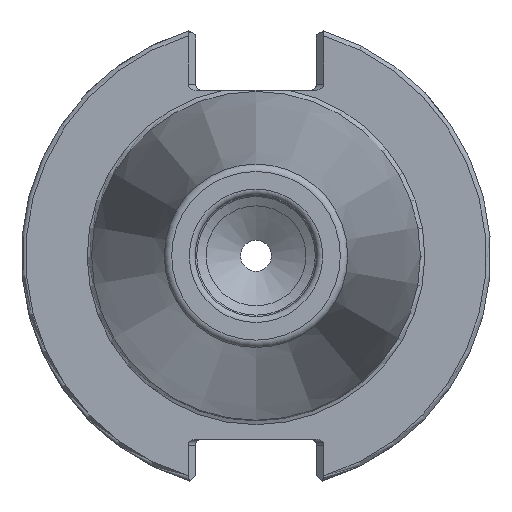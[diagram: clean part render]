
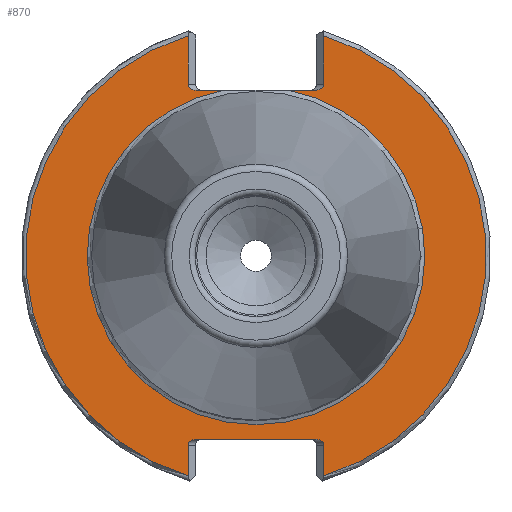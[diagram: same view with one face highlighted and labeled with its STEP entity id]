
A CAD part, left-side view. The second image highlights one B-rep face of the part: STEP entity #870.
In plain terms, the highlighted planar face has unit normal (-1, 0, 0).
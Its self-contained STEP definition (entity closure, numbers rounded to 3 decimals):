
#44 = DIRECTION ( 'NONE',  ( 0., 0., -1. ) ) ;
#137 = VERTEX_POINT ( 'NONE', #1912 ) ;
#142 = EDGE_LOOP ( 'NONE', ( #1319, #2474, #2254, #1413, #999, #174, #3483, #228, #272, #268, #2024, #488, #3693, #2864 ) ) ;
#161 = DIRECTION ( 'NONE',  ( 1., 0., 0. ) ) ;
#174 = ORIENTED_EDGE ( 'NONE', *, *, #1110, .T. ) ;
#221 = AXIS2_PLACEMENT_3D ( 'NONE', #2834, #1018, #2515 ) ;
#223 = DIRECTION ( 'NONE',  ( -1., 0., 0. ) ) ;
#228 = ORIENTED_EDGE ( 'NONE', *, *, #1650, .T. ) ;
#263 = LINE ( 'NONE', #3364, #3349 ) ;
#268 = ORIENTED_EDGE ( 'NONE', *, *, #1019, .F. ) ;
#272 = ORIENTED_EDGE ( 'NONE', *, *, #867, .T. ) ;
#273 = VECTOR ( 'NONE', #756, 1000. ) ;
#297 = VERTEX_POINT ( 'NONE', #3845 ) ;
#326 = EDGE_CURVE ( 'NONE', #3139, #3356, #1546, .T. ) ;
#343 = CARTESIAN_POINT ( 'NONE',  ( 3.175, 9.18, 0. ) ) ;
#419 = CARTESIAN_POINT ( 'NONE',  ( 3.175, -8.049, 22.4 ) ) ;
#457 = CIRCLE ( 'NONE', #221, 31.15 ) ;
#468 = DIRECTION ( 'NONE',  ( 0., 1., 0. ) ) ;
#472 = DIRECTION ( 'NONE',  ( 0., -1., 0. ) ) ;
#488 = ORIENTED_EDGE ( 'NONE', *, *, #3815, .T. ) ;
#576 = EDGE_CURVE ( 'NONE', #899, #3133, #1108, .T. ) ;
#591 = CARTESIAN_POINT ( 'NONE',  ( 3.175, -9.18, -25.6 ) ) ;
#666 = CARTESIAN_POINT ( 'NONE',  ( 3.175, 0., 0. ) ) ;
#679 = VERTEX_POINT ( 'NONE', #1322 ) ;
#698 =( BOUNDED_CURVE ( )  B_SPLINE_CURVE ( 3, ( #714, #3466, #1888, #3717 ),
 .UNSPECIFIED., .F., .F. ) 
 B_SPLINE_CURVE_WITH_KNOTS ( ( 4, 4 ),
 ( 3.142, 4.712 ),
 .UNSPECIFIED. ) 
 CURVE ( )  GEOMETRIC_REPRESENTATION_ITEM ( )  RATIONAL_B_SPLINE_CURVE ( ( 1., 0.805, 0.805, 1. ) ) 
 REPRESENTATION_ITEM ( '' )  );
#714 = CARTESIAN_POINT ( 'NONE',  ( 3.175, -9.18, 23.2 ) ) ;
#756 = DIRECTION ( 'NONE',  ( 0., 1., 0. ) ) ;
#764 = CARTESIAN_POINT ( 'NONE',  ( 3.175, 22.825, 22.4 ) ) ;
#777 = CARTESIAN_POINT ( 'NONE',  ( 3.175, 9.18, 29.767 ) ) ;
#817 = VECTOR ( 'NONE', #925, 1000. ) ;
#867 = EDGE_CURVE ( 'NONE', #1095, #3261, #1815, .T. ) ;
#870 = ADVANCED_FACE ( 'NONE', ( #3552 ), #2603, .F. ) ;
#880 = EDGE_CURVE ( 'NONE', #679, #2678, #1149, .T. ) ;
#896 = LINE ( 'NONE', #3048, #817 ) ;
#899 = VERTEX_POINT ( 'NONE', #3491 ) ;
#925 = DIRECTION ( 'NONE',  ( 0., 0., 1. ) ) ;
#945 = CIRCLE ( 'NONE', #1670, 22.825 ) ;
#955 = CARTESIAN_POINT ( 'NONE',  ( 3.175, 8.049, -24.8 ) ) ;
#986 = EDGE_CURVE ( 'NONE', #2753, #297, #1482, .T. ) ;
#999 = ORIENTED_EDGE ( 'NONE', *, *, #880, .F. ) ;
#1006 = VECTOR ( 'NONE', #468, 1000. ) ;
#1013 = VERTEX_POINT ( 'NONE', #1128 ) ;
#1018 = DIRECTION ( 'NONE',  ( -1., 0., 0. ) ) ;
#1019 = EDGE_CURVE ( 'NONE', #899, #3261, #945, .T. ) ;
#1034 = CARTESIAN_POINT ( 'NONE',  ( 3.175, 22.825, 0. ) ) ;
#1095 = VERTEX_POINT ( 'NONE', #419 ) ;
#1108 = LINE ( 'NONE', #2268, #273 ) ;
#1110 = EDGE_CURVE ( 'NONE', #679, #137, #457, .T. ) ;
#1128 = CARTESIAN_POINT ( 'NONE',  ( 3.175, -9.18, 23.2 ) ) ;
#1149 = LINE ( 'NONE', #3855, #3401 ) ;
#1216 = EDGE_CURVE ( 'NONE', #2753, #2763, #2537, .T. ) ;
#1244 = EDGE_CURVE ( 'NONE', #297, #2186, #896, .T. ) ;
#1313 = EDGE_CURVE ( 'NONE', #1013, #137, #263, .T. ) ;
#1316 = CARTESIAN_POINT ( 'NONE',  ( 3.175, 9.18, 22.731 ) ) ;
#1319 = ORIENTED_EDGE ( 'NONE', *, *, #1244, .T. ) ;
#1322 = CARTESIAN_POINT ( 'NONE',  ( 3.175, -9.18, -29.767 ) ) ;
#1333 = CARTESIAN_POINT ( 'NONE',  ( 3.175, 8.711, 22.4 ) ) ;
#1413 = ORIENTED_EDGE ( 'NONE', *, *, #2687, .T. ) ;
#1482 = CIRCLE ( 'NONE', #3132, 31.15 ) ;
#1546 = LINE ( 'NONE', #3533, #3081 ) ;
#1650 = EDGE_CURVE ( 'NONE', #1013, #1095, #698, .T. ) ;
#1664 = CARTESIAN_POINT ( 'NONE',  ( 3.175, 9.18, 23.2 ) ) ;
#1670 = AXIS2_PLACEMENT_3D ( 'NONE', #666, #2801, #3116 ) ;
#1815 = LINE ( 'NONE', #764, #1006 ) ;
#1888 = CARTESIAN_POINT ( 'NONE',  ( 3.175, -8.711, 22.4 ) ) ;
#1891 = CARTESIAN_POINT ( 'NONE',  ( 3.175, 8.049, 22.4 ) ) ;
#1912 = CARTESIAN_POINT ( 'NONE',  ( 3.175, -9.18, 29.767 ) ) ;
#1919 = DIRECTION ( 'NONE',  ( 0., 0., 1. ) ) ;
#1990 = DIRECTION ( 'NONE',  ( 0., 0., 1. ) ) ;
#2024 = ORIENTED_EDGE ( 'NONE', *, *, #576, .T. ) ;
#2186 = VERTEX_POINT ( 'NONE', #3593 ) ;
#2242 = CARTESIAN_POINT ( 'NONE',  ( 3.175, 9.18, -25.131 ) ) ;
#2254 = ORIENTED_EDGE ( 'NONE', *, *, #326, .T. ) ;
#2268 = CARTESIAN_POINT ( 'NONE',  ( 3.175, 22.825, 22.4 ) ) ;
#2364 = DIRECTION ( 'NONE',  ( 0., 0., 1. ) ) ;
#2474 = ORIENTED_EDGE ( 'NONE', *, *, #2940, .T. ) ;
#2515 = DIRECTION ( 'NONE',  ( 0., 0., 1. ) ) ;
#2537 = LINE ( 'NONE', #343, #3207 ) ;
#2603 = PLANE ( 'NONE',  #3837 ) ;
#2678 = VERTEX_POINT ( 'NONE', #591 ) ;
#2687 = EDGE_CURVE ( 'NONE', #3356, #2678, #2884, .T. ) ;
#2708 = CARTESIAN_POINT ( 'NONE',  ( 3.175, -9.18, -25.6 ) ) ;
#2753 = VERTEX_POINT ( 'NONE', #777 ) ;
#2763 = VERTEX_POINT ( 'NONE', #1664 ) ;
#2801 = DIRECTION ( 'NONE',  ( -1., 0., 0. ) ) ;
#2803 = CARTESIAN_POINT ( 'NONE',  ( 3.175, 9.18, -25.6 ) ) ;
#2834 = CARTESIAN_POINT ( 'NONE',  ( 3.175, 0., 0. ) ) ;
#2864 = ORIENTED_EDGE ( 'NONE', *, *, #986, .T. ) ;
#2884 =( BOUNDED_CURVE ( )  B_SPLINE_CURVE ( 3, ( #2990, #3005, #3333, #2708 ),
 .UNSPECIFIED., .F., .T. ) 
 B_SPLINE_CURVE_WITH_KNOTS ( ( 4, 4 ),
 ( 4.712, 6.283 ),
 .UNSPECIFIED. ) 
 CURVE ( )  GEOMETRIC_REPRESENTATION_ITEM ( )  RATIONAL_B_SPLINE_CURVE ( ( 1., 0.805, 0.805, 1. ) ) 
 REPRESENTATION_ITEM ( '' )  );
#2940 = EDGE_CURVE ( 'NONE', #2186, #3139, #3361, .T. ) ;
#2990 = CARTESIAN_POINT ( 'NONE',  ( 3.175, -8.049, -24.8 ) ) ;
#3005 = CARTESIAN_POINT ( 'NONE',  ( 3.175, -8.711, -24.8 ) ) ;
#3048 = CARTESIAN_POINT ( 'NONE',  ( 3.175, 9.18, -31.75 ) ) ;
#3081 = VECTOR ( 'NONE', #472, 1000. ) ;
#3116 = DIRECTION ( 'NONE',  ( 0., 0., 1. ) ) ;
#3125 = CARTESIAN_POINT ( 'NONE',  ( 3.175, -8.049, -24.8 ) ) ;
#3132 = AXIS2_PLACEMENT_3D ( 'NONE', #3581, #223, #2364 ) ;
#3133 = VERTEX_POINT ( 'NONE', #3703 ) ;
#3139 = VERTEX_POINT ( 'NONE', #955 ) ;
#3165 = CARTESIAN_POINT ( 'NONE',  ( 3.175, 8.711, -24.8 ) ) ;
#3169 = CARTESIAN_POINT ( 'NONE',  ( 3.175, -4.384, 22.4 ) ) ;
#3177 = DIRECTION ( 'NONE',  ( 0., 0., -1. ) ) ;
#3207 = VECTOR ( 'NONE', #44, 1000. ) ;
#3239 =( BOUNDED_CURVE ( )  B_SPLINE_CURVE ( 3, ( #1891, #1333, #1316, #3473 ),
 .UNSPECIFIED., .F., .F. ) 
 B_SPLINE_CURVE_WITH_KNOTS ( ( 4, 4 ),
 ( 4.712, 6.283 ),
 .UNSPECIFIED. ) 
 CURVE ( )  GEOMETRIC_REPRESENTATION_ITEM ( )  RATIONAL_B_SPLINE_CURVE ( ( 1., 0.805, 0.805, 1. ) ) 
 REPRESENTATION_ITEM ( '' )  );
#3261 = VERTEX_POINT ( 'NONE', #3169 ) ;
#3333 = CARTESIAN_POINT ( 'NONE',  ( 3.175, -9.18, -25.131 ) ) ;
#3349 = VECTOR ( 'NONE', #1919, 1000. ) ;
#3356 = VERTEX_POINT ( 'NONE', #3125 ) ;
#3361 =( BOUNDED_CURVE ( )  B_SPLINE_CURVE ( 3, ( #2803, #2242, #3165, #3474 ),
 .UNSPECIFIED., .F., .T. ) 
 B_SPLINE_CURVE_WITH_KNOTS ( ( 4, 4 ),
 ( 3.142, 4.712 ),
 .UNSPECIFIED. ) 
 CURVE ( )  GEOMETRIC_REPRESENTATION_ITEM ( )  RATIONAL_B_SPLINE_CURVE ( ( 1., 0.805, 0.805, 1. ) ) 
 REPRESENTATION_ITEM ( '' )  );
#3364 = CARTESIAN_POINT ( 'NONE',  ( 3.175, -9.18, 0. ) ) ;
#3401 = VECTOR ( 'NONE', #1990, 1000. ) ;
#3466 = CARTESIAN_POINT ( 'NONE',  ( 3.175, -9.18, 22.731 ) ) ;
#3473 = CARTESIAN_POINT ( 'NONE',  ( 3.175, 9.18, 23.2 ) ) ;
#3474 = CARTESIAN_POINT ( 'NONE',  ( 3.175, 8.049, -24.8 ) ) ;
#3483 = ORIENTED_EDGE ( 'NONE', *, *, #1313, .F. ) ;
#3491 = CARTESIAN_POINT ( 'NONE',  ( 3.175, 4.384, 22.4 ) ) ;
#3533 = CARTESIAN_POINT ( 'NONE',  ( 3.175, -9.18, -24.8 ) ) ;
#3552 = FACE_OUTER_BOUND ( 'NONE', #142, .T. ) ;
#3581 = CARTESIAN_POINT ( 'NONE',  ( 3.175, 0., 0. ) ) ;
#3593 = CARTESIAN_POINT ( 'NONE',  ( 3.175, 9.18, -25.6 ) ) ;
#3693 = ORIENTED_EDGE ( 'NONE', *, *, #1216, .F. ) ;
#3703 = CARTESIAN_POINT ( 'NONE',  ( 3.175, 8.049, 22.4 ) ) ;
#3717 = CARTESIAN_POINT ( 'NONE',  ( 3.175, -8.049, 22.4 ) ) ;
#3815 = EDGE_CURVE ( 'NONE', #3133, #2763, #3239, .T. ) ;
#3837 = AXIS2_PLACEMENT_3D ( 'NONE', #1034, #161, #3177 ) ;
#3845 = CARTESIAN_POINT ( 'NONE',  ( 3.175, 9.18, -29.767 ) ) ;
#3855 = CARTESIAN_POINT ( 'NONE',  ( 3.175, -9.18, -31.75 ) ) ;
